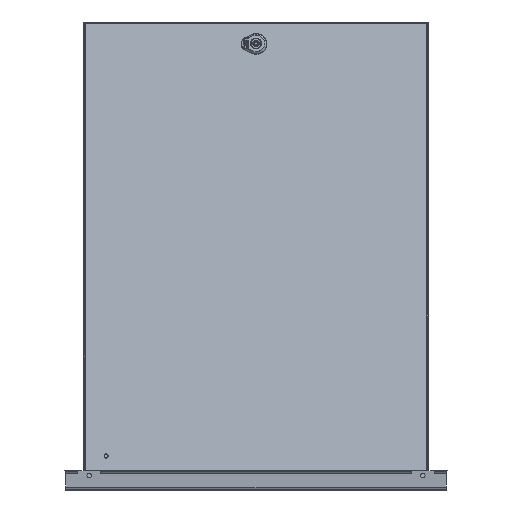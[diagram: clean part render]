
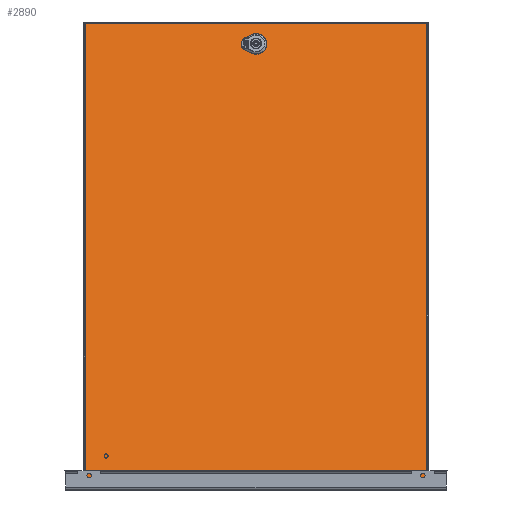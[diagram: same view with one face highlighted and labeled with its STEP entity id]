
A CAD part, left-side view. The second image highlights one B-rep face of the part: STEP entity #2890.
In plain terms, the highlighted face is planar.
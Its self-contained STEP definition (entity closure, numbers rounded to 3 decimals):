
#1936=B_SPLINE_CURVE_WITH_KNOTS('',1,(#21511,#21512),.UNSPECIFIED.,.F.,
 .F.,(2,2),(0.,1.),.UNSPECIFIED.);
#2255=PLANE('',#11608);
#2378=FACE_BOUND('',#4192,.T.);
#2379=FACE_BOUND('',#4193,.T.);
#2890=ADVANCED_FACE('F36',(#2378,#2379),#2255,.T.);
#4192=EDGE_LOOP('',(#7041,#7042,#7043,#7044,#7045,#7046,#7047,#7048));
#4193=EDGE_LOOP('',(#7049,#7050,#7051,#7052,#7053,#7054,#7055,#7056));
#4529=CIRCLE('',#11527,11.25);
#4531=CIRCLE('',#11531,11.25);
#4533=CIRCLE('',#11535,11.25);
#4535=CIRCLE('',#11539,11.25);
#7041=ORIENTED_EDGE('',*,*,#9360,.T.);
#7042=ORIENTED_EDGE('',*,*,#9357,.F.);
#7043=ORIENTED_EDGE('',*,*,#9354,.F.);
#7044=ORIENTED_EDGE('',*,*,#9299,.F.);
#7045=ORIENTED_EDGE('',*,*,#9259,.T.);
#7046=ORIENTED_EDGE('',*,*,#9361,.T.);
#7047=ORIENTED_EDGE('',*,*,#9362,.F.);
#7048=ORIENTED_EDGE('',*,*,#9363,.T.);
#7049=ORIENTED_EDGE('',*,*,#9257,.T.);
#7050=ORIENTED_EDGE('',*,*,#9254,.T.);
#7051=ORIENTED_EDGE('',*,*,#9251,.T.);
#7052=ORIENTED_EDGE('',*,*,#9248,.T.);
#7053=ORIENTED_EDGE('',*,*,#9245,.T.);
#7054=ORIENTED_EDGE('',*,*,#9242,.T.);
#7055=ORIENTED_EDGE('',*,*,#9239,.T.);
#7056=ORIENTED_EDGE('',*,*,#9236,.T.);
#7986=VERTEX_POINT('',#21464);
#7988=VERTEX_POINT('',#21467);
#7990=VERTEX_POINT('',#21473);
#7992=VERTEX_POINT('',#21479);
#7994=VERTEX_POINT('',#21485);
#7996=VERTEX_POINT('',#21491);
#7998=VERTEX_POINT('',#21497);
#8000=VERTEX_POINT('',#21503);
#8002=VERTEX_POINT('',#21513);
#8003=VERTEX_POINT('',#21514);
#8027=VERTEX_POINT('',#21595);
#8057=VERTEX_POINT('',#21760);
#8058=VERTEX_POINT('',#21766);
#8059=VERTEX_POINT('',#21770);
#8060=VERTEX_POINT('',#21774);
#8061=VERTEX_POINT('',#21776);
#9236=EDGE_CURVE('E164',#7988,#7986,#10036,.T.);
#9239=EDGE_CURVE('E163',#7990,#7988,#4529,.T.);
#9242=EDGE_CURVE('E162',#7992,#7990,#10040,.T.);
#9245=EDGE_CURVE('E161',#7994,#7992,#4531,.T.);
#9248=EDGE_CURVE('E160',#7996,#7994,#10044,.T.);
#9251=EDGE_CURVE('E159',#7998,#7996,#4533,.T.);
#9254=EDGE_CURVE('E158',#8000,#7998,#10048,.T.);
#9257=EDGE_CURVE('E157',#7986,#8000,#4535,.T.);
#9259=EDGE_CURVE('E154',#8002,#8003,#1936,.T.);
#9299=EDGE_CURVE('E100',#8002,#8027,#10076,.T.);
#9354=EDGE_CURVE('E108',#8027,#8057,#10103,.T.);
#9357=EDGE_CURVE('E94',#8057,#8058,#10105,.T.);
#9360=EDGE_CURVE('E153',#8059,#8058,#10107,.T.);
#9361=EDGE_CURVE('E155',#8003,#8060,#10108,.T.);
#9362=EDGE_CURVE('E116',#8061,#8060,#10109,.T.);
#9363=EDGE_CURVE('E156',#8061,#8059,#10110,.T.);
#10036=LINE('',#21466,#10707);
#10040=LINE('',#21478,#10711);
#10044=LINE('',#21490,#10715);
#10048=LINE('',#21502,#10719);
#10076=LINE('',#21598,#10747);
#10103=LINE('',#21759,#10774);
#10105=LINE('',#21765,#10776);
#10107=LINE('',#21771,#10778);
#10108=LINE('',#21773,#10779);
#10109=LINE('',#21775,#10780);
#10110=LINE('',#21777,#10781);
#10707=VECTOR('',#13707,1.);
#10711=VECTOR('',#13719,1.);
#10715=VECTOR('',#13731,1.);
#10719=VECTOR('',#13743,1.);
#10747=VECTOR('',#13831,1.);
#10774=VECTOR('',#13926,1.);
#10776=VECTOR('',#13934,1.);
#10778=VECTOR('',#13940,1.);
#10779=VECTOR('',#13943,1.);
#10780=VECTOR('',#13944,1.);
#10781=VECTOR('',#13945,1.);
#11527=AXIS2_PLACEMENT_3D('',#21472,#13712,#13713);
#11531=AXIS2_PLACEMENT_3D('',#21484,#13724,#13725);
#11535=AXIS2_PLACEMENT_3D('',#21496,#13736,#13737);
#11539=AXIS2_PLACEMENT_3D('',#21508,#13748,#13749);
#11608=AXIS2_PLACEMENT_3D('',#21778,#13946,#13947);
#13707=DIRECTION('',(0.,1.,0.));
#13712=DIRECTION('',(0.,0.,-1.));
#13713=DIRECTION('',(-1.,0.,0.));
#13719=DIRECTION('',(-1.,0.,0.));
#13724=DIRECTION('',(0.,0.,-1.));
#13725=DIRECTION('',(0.,1.,0.));
#13731=DIRECTION('',(0.,-1.,0.));
#13736=DIRECTION('',(0.,0.,-1.));
#13737=DIRECTION('',(0.,1.,0.));
#13743=DIRECTION('',(1.,0.,0.));
#13748=DIRECTION('',(0.,0.,-1.));
#13749=DIRECTION('',(0.,1.,0.));
#13831=DIRECTION('',(-1.,0.,0.));
#13926=DIRECTION('',(0.,1.,0.));
#13934=DIRECTION('',(1.,0.,0.));
#13940=DIRECTION('',(0.,-1.,0.));
#13943=DIRECTION('',(1.,0.,0.));
#13944=DIRECTION('',(0.,-1.,0.));
#13945=DIRECTION('',(-1.,0.,0.));
#13946=DIRECTION('',(0.,0.,1.));
#13947=DIRECTION('',(0.,-1.,0.));
#21464=CARTESIAN_POINT('',(1071.15,-995.947,-23.749));
#21466=CARTESIAN_POINT('',(1071.15,-1000.953,-23.749));
#21467=CARTESIAN_POINT('',(1071.15,-1005.958,-23.749));
#21472=CARTESIAN_POINT('',(1081.225,-1000.953,-23.749));
#21473=CARTESIAN_POINT('',(1076.374,-1011.103,-23.749));
#21478=CARTESIAN_POINT('',(1081.225,-1011.103,-23.749));
#21479=CARTESIAN_POINT('',(1086.077,-1011.103,-23.749));
#21484=CARTESIAN_POINT('',(1081.225,-1000.953,-23.749));
#21485=CARTESIAN_POINT('',(1091.3,-1005.958,-23.749));
#21490=CARTESIAN_POINT('',(1091.3,-1000.953,-23.749));
#21491=CARTESIAN_POINT('',(1091.3,-995.947,-23.749));
#21496=CARTESIAN_POINT('',(1081.225,-1000.953,-23.749));
#21497=CARTESIAN_POINT('',(1085.971,-990.753,-23.749));
#21502=CARTESIAN_POINT('',(1081.225,-990.753,-23.749));
#21503=CARTESIAN_POINT('',(1076.48,-990.753,-23.749));
#21508=CARTESIAN_POINT('',(1081.225,-1000.953,-23.749));
#21511=CARTESIAN_POINT('',(1112.221,-1266.653,-23.749));
#21512=CARTESIAN_POINT('',(1112.221,-1268.253,-23.749));
#21513=CARTESIAN_POINT('',(1112.221,-1266.653,-23.749));
#21514=CARTESIAN_POINT('',(1112.221,-1268.253,-23.749));
#21595=CARTESIAN_POINT('',(375.025,-1266.653,-23.749));
#21598=CARTESIAN_POINT('',(714.425,-1266.653,-23.749));
#21759=CARTESIAN_POINT('',(375.025,-1268.253,-23.749));
#21760=CARTESIAN_POINT('',(375.025,-735.253,-23.749));
#21765=CARTESIAN_POINT('',(714.425,-735.253,-23.749));
#21766=CARTESIAN_POINT('',(1112.225,-735.253,-23.749));
#21770=CARTESIAN_POINT('',(1112.225,-733.653,-23.749));
#21771=CARTESIAN_POINT('',(1112.225,-734.453,-23.749));
#21773=CARTESIAN_POINT('',(1014.425,-1268.253,-23.749));
#21774=CARTESIAN_POINT('',(1114.426,-1268.253,-23.749));
#21775=CARTESIAN_POINT('',(1114.426,-1269.454,-23.749));
#21776=CARTESIAN_POINT('',(1114.425,-733.653,-23.749));
#21777=CARTESIAN_POINT('',(1113.325,-733.653,-23.749));
#21778=CARTESIAN_POINT('',(714.425,-1268.253,-23.749));
